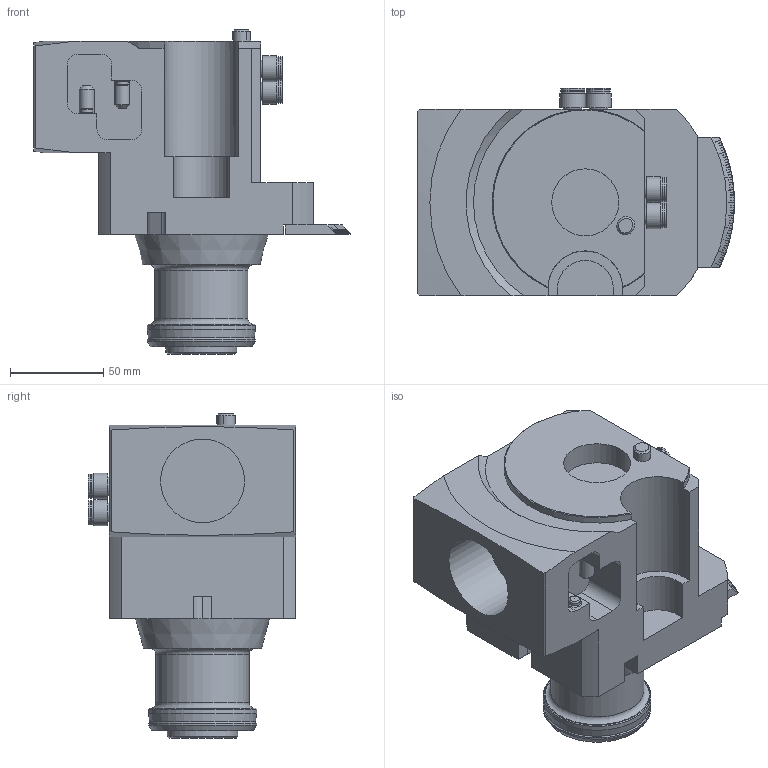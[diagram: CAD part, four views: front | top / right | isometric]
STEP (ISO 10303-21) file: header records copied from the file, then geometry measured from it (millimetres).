
FILE_DESCRIPTION(/* description */ (''),/* implementation_level */ '2;1');
FILE_NAME(/* name */ '11008063.stp',/* time_stamp */ '2019-04-02T14:43:12+02:00',/* author */ (''),/* organization */ (''),/* preprocessor_version */ 'ST-DEVELOPER v16.7',/* originating_system */ 'SIEMENS PLM Software NX 12.0',/* authorisation */ '');
FILE_SCHEMA (('AUTOMOTIVE_DESIGN { 1 0 10303 214 3 1 1 1 }'));
Length unit declared in the file: millimetre
Products named in the file (1): krei0E904F35binv
Bounding box: 170 x 111.34 x 174 mm (x, y, z)
Volume: 1184556.1 mm3; surface area: 104321.9 mm2
Topology: 1 solids, 1 shells, 364 faces, 884 edges, 552 vertices
Faces by surface type: plane 281, cylinder 53, cone 23, torus 5, sphere 2
Full cylindrical faces by diameter (mm): 6.5 x2, 8 x2, 10.25 x4, 12.4 x4, 13 x8, 14 x4, 36 x1, 38 x1, 45 x1, 50 x1, 58 x2
Entity records: 10481 total; most frequent: CARTESIAN_POINT 2238, ORIENTED_EDGE 1630, DIRECTION 1614, EDGE_CURVE 815, AXIS2_PLACEMENT_3D 605, VERTEX_POINT 535, EDGE_LOOP 444, LINE 404
